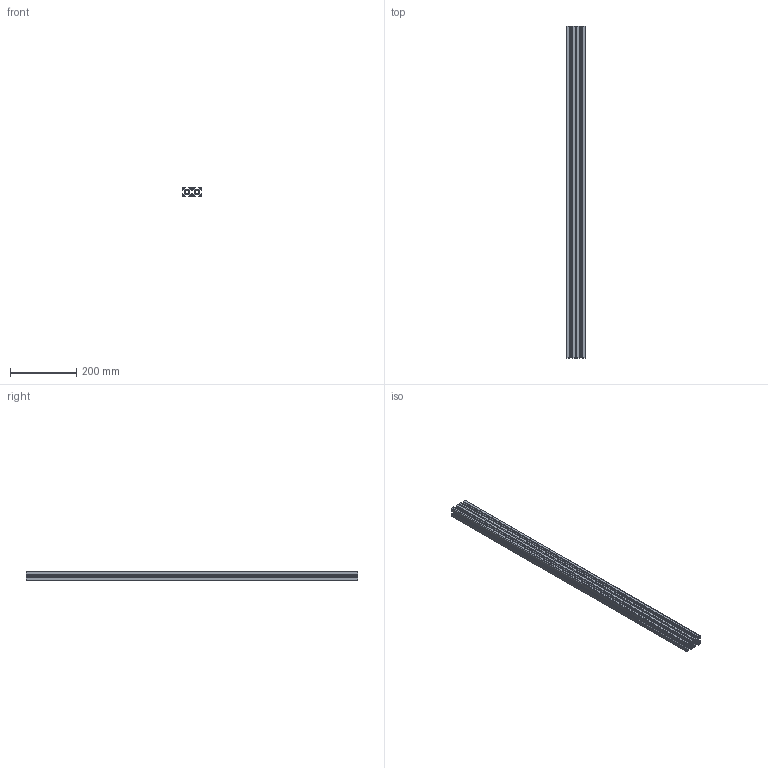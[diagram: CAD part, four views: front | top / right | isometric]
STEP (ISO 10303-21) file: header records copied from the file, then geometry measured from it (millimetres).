
FILE_DESCRIPTION(('STEP AP214'), '1');
FILE_NAME('Ïðîôèëü', '', ('UNSPECIFIED'), ('UNSPECIFIED'), 'C3D Converter', 'C3D Toolkit', '');
FILE_SCHEMA(('AUTOMOTIVE_DESIGN { 1 0 10303 214 3 1 1}'));
Length unit declared in the file: millimetre
Bounding box: 60 x 1000 x 30 mm (x, y, z)
Volume: 623543.1 mm3; surface area: 649042.1 mm2
Topology: 2 solids, 2 shells, 308 faces, 912 edges, 608 vertices
Faces by surface type: cylinder 160, plane 148
Full cylindrical faces by diameter (mm): 4.5 x8
Entity records: 12901 total; most frequent: DIRECTION 1842, CARTESIAN_POINT 1821, ORIENTED_EDGE 1808, EDGE_CURVE 904, AXIS2_PLACEMENT_3D 629, VERTEX_POINT 608, LINE 584, VECTOR 584
